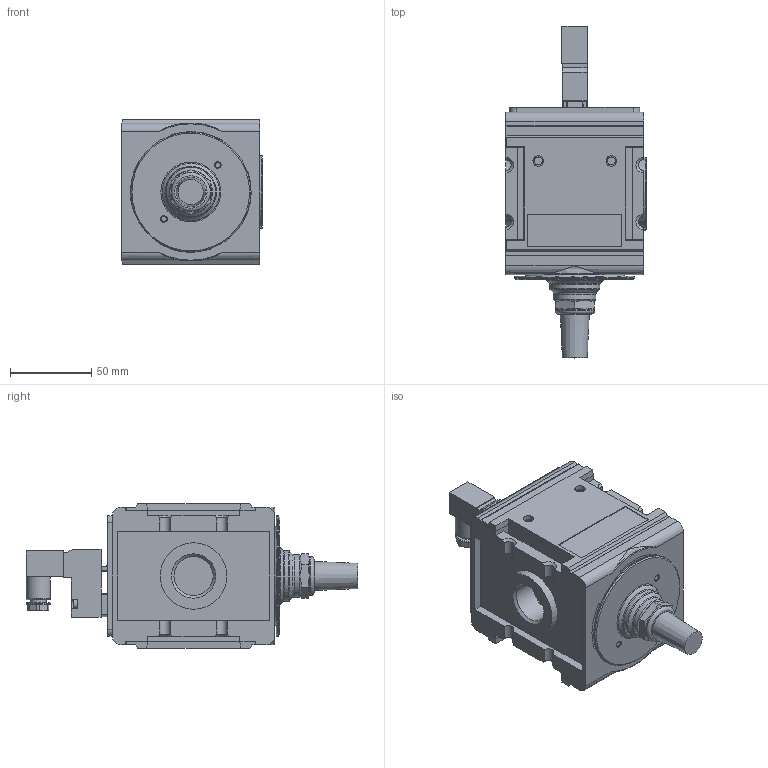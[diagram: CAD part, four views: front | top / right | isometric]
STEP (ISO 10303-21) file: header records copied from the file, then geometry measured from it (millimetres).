
FILE_DESCRIPTION( ( 'STEP AP203' ), ' ' );
FILE_NAME( '9.4044.500.stp', '2017-04-11T07:57:05', ( '' ), ( '' ), ' ', 'PARTsolutions', ' ' );
FILE_SCHEMA( ( 'CONFIG_CONTROL_DESIGN' ) );
Length unit declared in the file: millimetre
Products named in the file (4): 9.4044.500; _S.44-1_p1; _S.44-1_p3; _S.44-1_p2
Assembly tree (3 placements, depth 2):
  9.4044.500
    _S.44-1_p1
    _S.44-1_p3
    _S.44-1_p2
Bounding box: 86.5 x 204.5 x 89 mm (x, y, z)
Volume: 732890.2 mm3; surface area: 81630.2 mm2
Topology: 3 solids, 3 shells, 405 faces, 972 edges, 627 vertices
Faces by surface type: plane 240, cylinder 109, cone 38, torus 18
Full cylindrical faces by diameter (mm): 2 x5, 2.459 x2, 2.7 x1, 3 x2, 3.2 x6, 4.9 x1, 4.917 x4, 5.5 x3, 6 x1, 6.5 x4, 10 x1, 15 x2, 18 x1, 18.631 x1, 20.955 x1, 24 x1, 24.117 x2, 26 x1, 31 x1, 36.2 x1, 41 x2, 45 x1, 50 x1, 51 x1, 60 x1, 74 x1
Entity records: 11442 total; most frequent: CARTESIAN_POINT 2080, DIRECTION 1945, ORIENTED_EDGE 1762, EDGE_CURVE 881, AXIS2_PLACEMENT_3D 687, VERTEX_POINT 614, LINE 571, VECTOR 571
